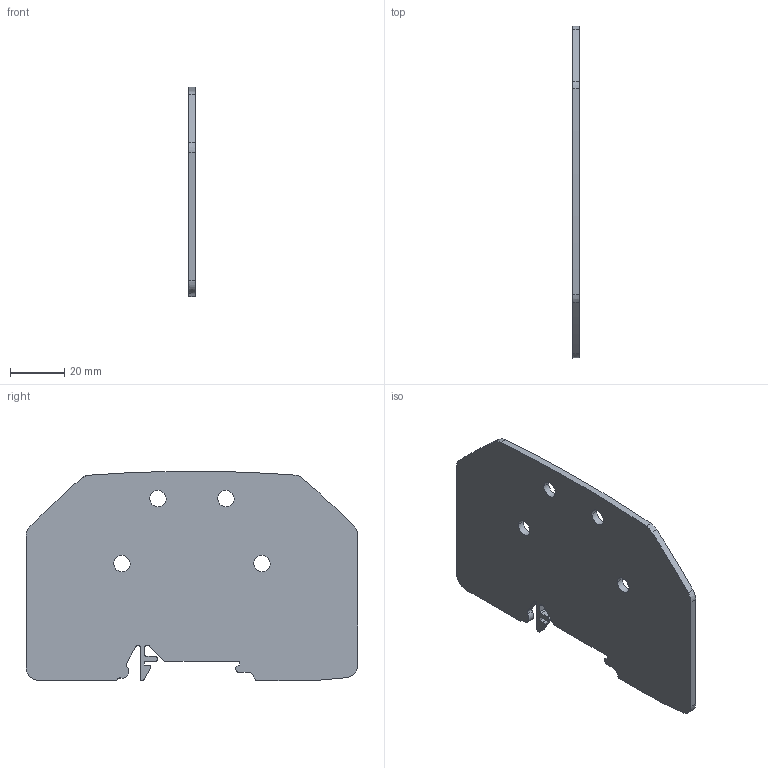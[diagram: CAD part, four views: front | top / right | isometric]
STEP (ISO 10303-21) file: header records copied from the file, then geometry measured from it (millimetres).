
FILE_DESCRIPTION((''),'2;1');
FILE_NAME('CAD-8651','2023-04-12T14:03:00',('creinig-se'),(''),'CREO PARAMETRIC BY PTC INC, 2022284','CREO PARAMETRIC BY PTC INC, 2022284','');
FILE_SCHEMA(('CONFIG_CONTROL_DESIGN','SHAPE_APPEARANCE_LAYERS_GROUPS'));
Length unit declared in the file: millimetre
Products named in the file (1): CAD-8651
Bounding box: 2.5 x 122 x 76.97 mm (x, y, z)
Volume: 21001.3 mm3; surface area: 18039 mm2
Topology: 1 solids, 1 shells, 54 faces, 214 edges, 162 vertices
Faces by surface type: cylinder 24, plane 24, extrusion 6
Entity records: 3266 total; most frequent: CARTESIAN_POINT 613, ORIENTED_EDGE 428, DIRECTION 391, EDGE_CURVE 214, VERTEX_POINT 162, AXIS2_PLACEMENT_3D 144, FILL_AREA_STYLE_COLOUR 108, FILL_AREA_STYLE 108
